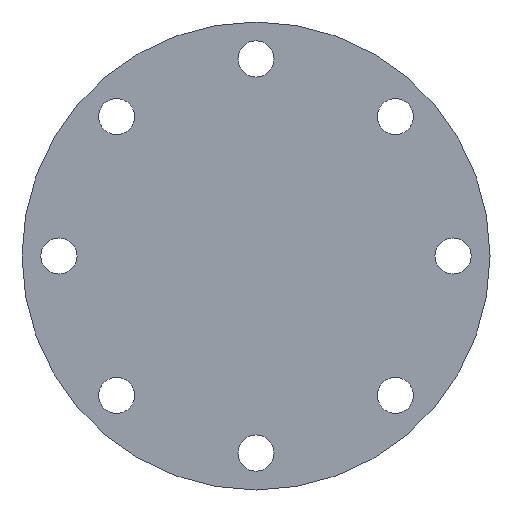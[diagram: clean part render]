
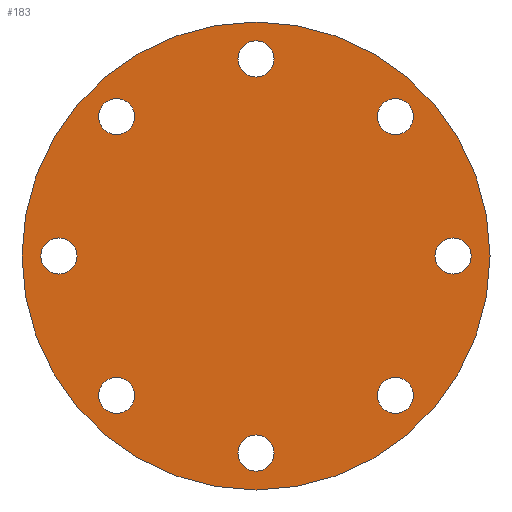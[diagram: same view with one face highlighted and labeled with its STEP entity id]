
A CAD part, left-side view. The second image highlights one B-rep face of the part: STEP entity #183.
In plain terms, the highlighted planar face has unit normal (-1, 0, 0).
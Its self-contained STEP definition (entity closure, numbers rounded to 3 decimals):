
#135 = VERTEX_POINT( '', #373 );
#137 = VERTEX_POINT( '', #375 );
#141 = VERTEX_POINT( '', #379 );
#163 = VERTEX_POINT( '', #404 );
#169 = VERTEX_POINT( '', #410 );
#177 = VERTEX_POINT( '', #420 );
#179 = EDGE_CURVE( '', #135, #259, #422, .T. );
#183 = ADVANCED_FACE( '', ( #426, #427, #428, #429, #430, #431, #432, #433, #434 ), #435, .F. );
#185 = VERTEX_POINT( '', #437 );
#191 = EDGE_CURVE( '', #259, #135, #444, .T. );
#197 = EDGE_CURVE( '', #207, #233, #451, .T. );
#201 = EDGE_CURVE( '', #233, #207, #455, .T. );
#203 = EDGE_CURVE( '', #169, #283, #457, .T. );
#207 = VERTEX_POINT( '', #461 );
#209 = VERTEX_POINT( '', #463 );
#213 = VERTEX_POINT( '', #467 );
#223 = EDGE_CURVE( '', #245, #141, #477, .T. );
#229 = VERTEX_POINT( '', #483 );
#233 = VERTEX_POINT( '', #488 );
#237 = EDGE_CURVE( '', #283, #169, #493, .T. );
#243 = EDGE_CURVE( '', #229, #285, #500, .T. );
#245 = VERTEX_POINT( '', #502 );
#259 = VERTEX_POINT( '', #518 );
#261 = EDGE_CURVE( '', #185, #209, #520, .T. );
#269 = EDGE_CURVE( '', #339, #177, #528, .T. );
#279 = EDGE_CURVE( '', #177, #339, #539, .T. );
#283 = VERTEX_POINT( '', #543 );
#285 = VERTEX_POINT( '', #545 );
#289 = VERTEX_POINT( '', #549 );
#293 = EDGE_CURVE( '', #285, #229, #553, .T. );
#301 = EDGE_CURVE( '', #209, #185, #562, .T. );
#323 = EDGE_CURVE( '', #289, #163, #595, .T. );
#327 = EDGE_CURVE( '', #163, #289, #599, .T. );
#337 = EDGE_CURVE( '', #141, #245, #609, .T. );
#339 = VERTEX_POINT( '', #611 );
#343 = EDGE_CURVE( '', #137, #213, #615, .T. );
#351 = EDGE_CURVE( '', #213, #137, #624, .T. );
#373 = CARTESIAN_POINT( '', ( 0., -109., 0. ) );
#375 = CARTESIAN_POINT( '', ( 0., 0., 142.5 ) );
#379 = CARTESIAN_POINT( '', ( 0., -95.853, 84.853 ) );
#404 = CARTESIAN_POINT( '', ( 0., 11., -120. ) );
#410 = CARTESIAN_POINT( '', ( 0., 109., 0. ) );
#420 = CARTESIAN_POINT( '', ( 0., 73.853, 84.853 ) );
#422 = CIRCLE( '', #701, 11. );
#426 = FACE_BOUND( '', #706, .T. );
#427 = FACE_BOUND( '', #707, .T. );
#428 = FACE_BOUND( '', #708, .T. );
#429 = FACE_BOUND( '', #709, .T. );
#430 = FACE_BOUND( '', #710, .T. );
#431 = FACE_BOUND( '', #711, .T. );
#432 = FACE_BOUND( '', #712, .T. );
#433 = FACE_BOUND( '', #713, .T. );
#434 = FACE_OUTER_BOUND( '', #714, .T. );
#435 = PLANE( '', #715 );
#437 = CARTESIAN_POINT( '', ( 0., 73.853, -84.853 ) );
#444 = CIRCLE( '', #725, 11. );
#451 = CIRCLE( '', #733, 11. );
#455 = CIRCLE( '', #739, 11. );
#457 = CIRCLE( '', #742, 11. );
#461 = CARTESIAN_POINT( '', ( 0., 11., 120. ) );
#463 = CARTESIAN_POINT( '', ( 0., 95.853, -84.853 ) );
#467 = CARTESIAN_POINT( '', ( 0., 0., -142.5 ) );
#477 = CIRCLE( '', #771, 11. );
#483 = CARTESIAN_POINT( '', ( 0., -95.853, -84.853 ) );
#488 = CARTESIAN_POINT( '', ( 0., -11., 120. ) );
#493 = CIRCLE( '', #791, 11. );
#500 = CIRCLE( '', #799, 11. );
#502 = CARTESIAN_POINT( '', ( 0., -73.853, 84.853 ) );
#518 = CARTESIAN_POINT( '', ( 0., -131., 0. ) );
#520 = CIRCLE( '', #827, 11. );
#528 = CIRCLE( '', #837, 11. );
#539 = CIRCLE( '', #851, 11. );
#543 = CARTESIAN_POINT( '', ( 0., 131., 0. ) );
#545 = CARTESIAN_POINT( '', ( 0., -73.853, -84.853 ) );
#549 = CARTESIAN_POINT( '', ( 0., -11., -120. ) );
#553 = CIRCLE( '', #868, 11. );
#562 = CIRCLE( '', #879, 11. );
#595 = CIRCLE( '', #915, 11. );
#599 = CIRCLE( '', #922, 11. );
#609 = CIRCLE( '', #939, 11. );
#611 = CARTESIAN_POINT( '', ( 0., 95.853, 84.853 ) );
#615 = CIRCLE( '', #946, 142.5 );
#624 = CIRCLE( '', #959, 142.5 );
#701 = AXIS2_PLACEMENT_3D( '', #1023, #1024, #1025 );
#706 = EDGE_LOOP( '', ( #1030, #1031 ) );
#707 = EDGE_LOOP( '', ( #1032, #1033 ) );
#708 = EDGE_LOOP( '', ( #1034, #1035 ) );
#709 = EDGE_LOOP( '', ( #1036, #1037 ) );
#710 = EDGE_LOOP( '', ( #1038, #1039 ) );
#711 = EDGE_LOOP( '', ( #1040, #1041 ) );
#712 = EDGE_LOOP( '', ( #1042, #1043 ) );
#713 = EDGE_LOOP( '', ( #1044, #1045 ) );
#714 = EDGE_LOOP( '', ( #1046, #1047 ) );
#715 = AXIS2_PLACEMENT_3D( '', #1048, #1049, #1050 );
#725 = AXIS2_PLACEMENT_3D( '', #1059, #1060, #1061 );
#733 = AXIS2_PLACEMENT_3D( '', #1070, #1071, #1072 );
#739 = AXIS2_PLACEMENT_3D( '', #1076, #1077, #1078 );
#742 = AXIS2_PLACEMENT_3D( '', #1079, #1080, #1081 );
#771 = AXIS2_PLACEMENT_3D( '', #1086, #1087, #1088 );
#791 = AXIS2_PLACEMENT_3D( '', #1109, #1110, #1111 );
#799 = AXIS2_PLACEMENT_3D( '', #1120, #1121, #1122 );
#827 = AXIS2_PLACEMENT_3D( '', #1145, #1146, #1147 );
#837 = AXIS2_PLACEMENT_3D( '', #1151, #1152, #1153 );
#851 = AXIS2_PLACEMENT_3D( '', #1163, #1164, #1165 );
#868 = AXIS2_PLACEMENT_3D( '', #1172, #1173, #1174 );
#879 = AXIS2_PLACEMENT_3D( '', #1186, #1187, #1188 );
#915 = AXIS2_PLACEMENT_3D( '', #1237, #1238, #1239 );
#922 = AXIS2_PLACEMENT_3D( '', #1241, #1242, #1243 );
#939 = AXIS2_PLACEMENT_3D( '', #1252, #1253, #1254 );
#946 = AXIS2_PLACEMENT_3D( '', #1255, #1256, #1257 );
#959 = AXIS2_PLACEMENT_3D( '', #1270, #1271, #1272 );
#1023 = CARTESIAN_POINT( '', ( 0., -120., 0. ) );
#1024 = DIRECTION( '', ( 1., 0., 0. ) );
#1025 = DIRECTION( '', ( 0., 1., 0. ) );
#1030 = ORIENTED_EDGE( '', *, *, #269, .T. );
#1031 = ORIENTED_EDGE( '', *, *, #279, .T. );
#1032 = ORIENTED_EDGE( '', *, *, #197, .T. );
#1033 = ORIENTED_EDGE( '', *, *, #201, .T. );
#1034 = ORIENTED_EDGE( '', *, *, #223, .T. );
#1035 = ORIENTED_EDGE( '', *, *, #337, .T. );
#1036 = ORIENTED_EDGE( '', *, *, #179, .T. );
#1037 = ORIENTED_EDGE( '', *, *, #191, .T. );
#1038 = ORIENTED_EDGE( '', *, *, #293, .T. );
#1039 = ORIENTED_EDGE( '', *, *, #243, .T. );
#1040 = ORIENTED_EDGE( '', *, *, #327, .T. );
#1041 = ORIENTED_EDGE( '', *, *, #323, .T. );
#1042 = ORIENTED_EDGE( '', *, *, #301, .T. );
#1043 = ORIENTED_EDGE( '', *, *, #261, .T. );
#1044 = ORIENTED_EDGE( '', *, *, #237, .T. );
#1045 = ORIENTED_EDGE( '', *, *, #203, .T. );
#1046 = ORIENTED_EDGE( '', *, *, #351, .F. );
#1047 = ORIENTED_EDGE( '', *, *, #343, .F. );
#1048 = CARTESIAN_POINT( '', ( 0., 0., 0. ) );
#1049 = DIRECTION( '', ( 1., 0., 0. ) );
#1050 = DIRECTION( '', ( 0., 0., -1. ) );
#1059 = CARTESIAN_POINT( '', ( 0., -120., 0. ) );
#1060 = DIRECTION( '', ( 1., 0., 0. ) );
#1061 = DIRECTION( '', ( 0., 1., 0. ) );
#1070 = CARTESIAN_POINT( '', ( 0., 0., 120. ) );
#1071 = DIRECTION( '', ( 1., 0., 0. ) );
#1072 = DIRECTION( '', ( 0., 1., 0. ) );
#1076 = CARTESIAN_POINT( '', ( 0., 0., 120. ) );
#1077 = DIRECTION( '', ( 1., 0., 0. ) );
#1078 = DIRECTION( '', ( 0., 1., 0. ) );
#1079 = CARTESIAN_POINT( '', ( 0., 120., 0. ) );
#1080 = DIRECTION( '', ( 1., 0., 0. ) );
#1081 = DIRECTION( '', ( 0., 1., 0. ) );
#1086 = CARTESIAN_POINT( '', ( 0., -84.853, 84.853 ) );
#1087 = DIRECTION( '', ( 1., 0., 0. ) );
#1088 = DIRECTION( '', ( 0., 1., 0. ) );
#1109 = CARTESIAN_POINT( '', ( 0., 120., 0. ) );
#1110 = DIRECTION( '', ( 1., 0., 0. ) );
#1111 = DIRECTION( '', ( 0., 1., 0. ) );
#1120 = CARTESIAN_POINT( '', ( 0., -84.853, -84.853 ) );
#1121 = DIRECTION( '', ( 1., 0., 0. ) );
#1122 = DIRECTION( '', ( 0., 1., 0. ) );
#1145 = CARTESIAN_POINT( '', ( 0., 84.853, -84.853 ) );
#1146 = DIRECTION( '', ( 1., 0., 0. ) );
#1147 = DIRECTION( '', ( 0., 1., 0. ) );
#1151 = CARTESIAN_POINT( '', ( 0., 84.853, 84.853 ) );
#1152 = DIRECTION( '', ( 1., 0., 0. ) );
#1153 = DIRECTION( '', ( 0., 1., 0. ) );
#1163 = CARTESIAN_POINT( '', ( 0., 84.853, 84.853 ) );
#1164 = DIRECTION( '', ( 1., 0., 0. ) );
#1165 = DIRECTION( '', ( 0., 1., 0. ) );
#1172 = CARTESIAN_POINT( '', ( 0., -84.853, -84.853 ) );
#1173 = DIRECTION( '', ( 1., 0., 0. ) );
#1174 = DIRECTION( '', ( 0., 1., 0. ) );
#1186 = CARTESIAN_POINT( '', ( 0., 84.853, -84.853 ) );
#1187 = DIRECTION( '', ( 1., 0., 0. ) );
#1188 = DIRECTION( '', ( 0., 1., 0. ) );
#1237 = CARTESIAN_POINT( '', ( 0., 0., -120. ) );
#1238 = DIRECTION( '', ( 1., 0., 0. ) );
#1239 = DIRECTION( '', ( 0., 1., 0. ) );
#1241 = CARTESIAN_POINT( '', ( 0., 0., -120. ) );
#1242 = DIRECTION( '', ( 1., 0., 0. ) );
#1243 = DIRECTION( '', ( 0., 1., 0. ) );
#1252 = CARTESIAN_POINT( '', ( 0., -84.853, 84.853 ) );
#1253 = DIRECTION( '', ( 1., 0., 0. ) );
#1254 = DIRECTION( '', ( 0., 1., 0. ) );
#1255 = CARTESIAN_POINT( '', ( 0., 0., 0. ) );
#1256 = DIRECTION( '', ( 1., 0., 0. ) );
#1257 = DIRECTION( '', ( 0., 0., -1. ) );
#1270 = CARTESIAN_POINT( '', ( 0., 0., 0. ) );
#1271 = DIRECTION( '', ( 1., 0., 0. ) );
#1272 = DIRECTION( '', ( 0., 0., -1. ) );
